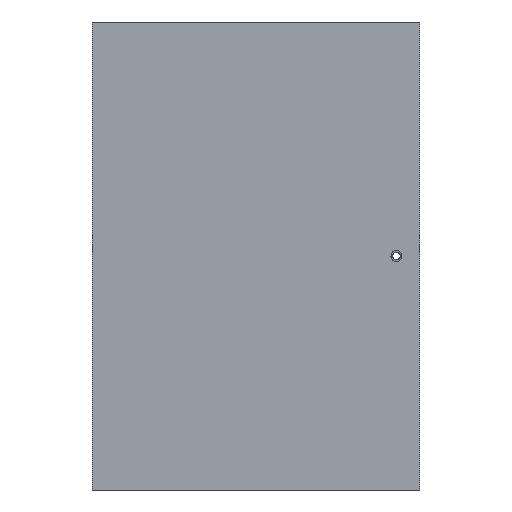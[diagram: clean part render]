
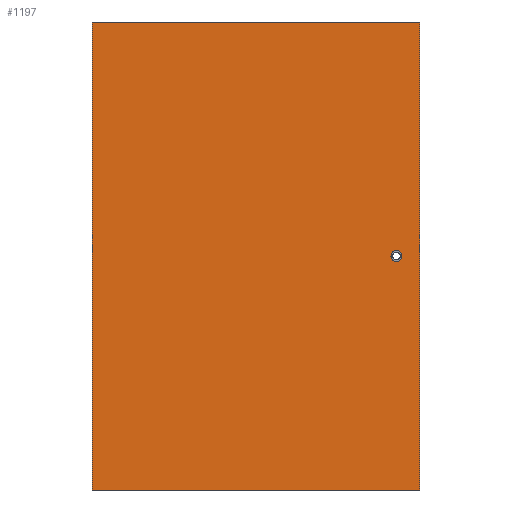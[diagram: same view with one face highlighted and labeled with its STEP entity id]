
A CAD part, left-side view. The second image highlights one B-rep face of the part: STEP entity #1197.
In plain terms, the highlighted planar face has unit normal (-1, 0, 0).
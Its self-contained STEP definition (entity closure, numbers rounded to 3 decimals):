
#7 = CARTESIAN_POINT ( 'NONE',  ( 0., 0., -299. ) ) ;
#30 = DIRECTION ( 'NONE',  ( 0., 0., -1. ) ) ;
#51 = CARTESIAN_POINT ( 'NONE',  ( 0., 210., 1. ) ) ;
#136 = AXIS2_PLACEMENT_3D ( 'NONE', #806, #803, #799 ) ;
#172 = AXIS2_PLACEMENT_3D ( 'NONE', #1075, #1068, #1067 ) ;
#195 = EDGE_CURVE ( 'NONE', #904, #907, #253, .T. ) ;
#251 = VECTOR ( 'NONE', #30, 1000. ) ;
#253 = LINE ( 'NONE', #51, #251 ) ;
#359 = ORIENTED_EDGE ( 'NONE', *, *, #921, .F. ) ;
#361 = ORIENTED_EDGE ( 'NONE', *, *, #919, .T. ) ;
#362 = ORIENTED_EDGE ( 'NONE', *, *, #920, .F. ) ;
#363 = ORIENTED_EDGE ( 'NONE', *, *, #918, .F. ) ;
#364 = ORIENTED_EDGE ( 'NONE', *, *, #195, .T. ) ;
#594 = EDGE_LOOP ( 'NONE', ( #363 ) ) ;
#596 = EDGE_LOOP ( 'NONE', ( #364, #361, #362, #359 ) ) ;
#611 = VERTEX_POINT ( 'NONE', #7 ) ;
#666 = FACE_OUTER_BOUND ( 'NONE', #596, .T. ) ;
#671 = FACE_BOUND ( 'NONE', #594, .T. ) ;
#724 = VERTEX_POINT ( 'NONE', #852 ) ;
#790 = DIRECTION ( 'NONE',  ( 0., -1., 0. ) ) ;
#794 = DIRECTION ( 'NONE',  ( 0., 0., -1. ) ) ;
#797 = DIRECTION ( 'NONE',  ( 0., -1., 0. ) ) ;
#799 = DIRECTION ( 'NONE',  ( 0., -1., 0. ) ) ;
#803 = DIRECTION ( 'NONE',  ( -1., 0., 0. ) ) ;
#805 = CARTESIAN_POINT ( 'NONE',  ( 0., 210., 1. ) ) ;
#806 = CARTESIAN_POINT ( 'NONE',  ( 0., 15., -149. ) ) ;
#816 = CARTESIAN_POINT ( 'NONE',  ( 0., 210., -299. ) ) ;
#852 = CARTESIAN_POINT ( 'NONE',  ( 0., 11.5, -149. ) ) ;
#888 = VERTEX_POINT ( 'NONE', #1177 ) ;
#904 = VERTEX_POINT ( 'NONE', #1158 ) ;
#907 = VERTEX_POINT ( 'NONE', #1155 ) ;
#918 = EDGE_CURVE ( 'NONE', #724, #724, #1018, .T. ) ;
#919 = EDGE_CURVE ( 'NONE', #907, #611, #1014, .T. ) ;
#920 = EDGE_CURVE ( 'NONE', #888, #611, #1020, .T. ) ;
#921 = EDGE_CURVE ( 'NONE', #904, #888, #1021, .T. ) ;
#1013 = VECTOR ( 'NONE', #790, 1000. ) ;
#1014 = LINE ( 'NONE', #816, #1016 ) ;
#1015 = VECTOR ( 'NONE', #794, 1000. ) ;
#1016 = VECTOR ( 'NONE', #797, 1000. ) ;
#1018 = CIRCLE ( 'NONE', #136, 3.5 ) ;
#1020 = LINE ( 'NONE', #1145, #1015 ) ;
#1021 = LINE ( 'NONE', #805, #1013 ) ;
#1067 = DIRECTION ( 'NONE',  ( 0., 1., 0. ) ) ;
#1068 = DIRECTION ( 'NONE',  ( 1., 0., 0. ) ) ;
#1074 = PLANE ( 'NONE',  #172 ) ;
#1075 = CARTESIAN_POINT ( 'NONE',  ( 0., 210., 1. ) ) ;
#1145 = CARTESIAN_POINT ( 'NONE',  ( 0., 0., 1. ) ) ;
#1155 = CARTESIAN_POINT ( 'NONE',  ( 0., 210., -299. ) ) ;
#1158 = CARTESIAN_POINT ( 'NONE',  ( 0., 210., 1. ) ) ;
#1177 = CARTESIAN_POINT ( 'NONE',  ( 0., 0., 1. ) ) ;
#1197 = ADVANCED_FACE ( 'NONE', ( #671, #666 ), #1074, .F. ) ;
